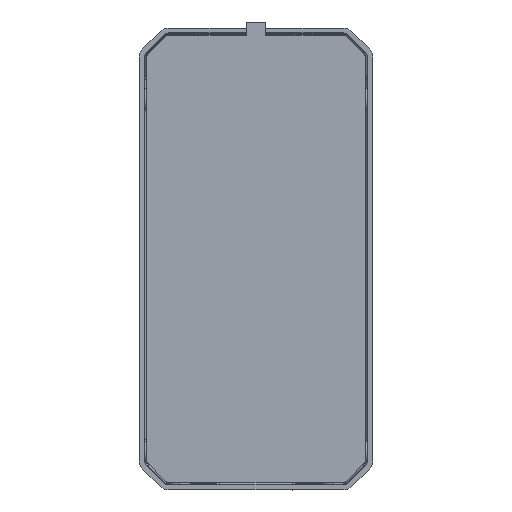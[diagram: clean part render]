
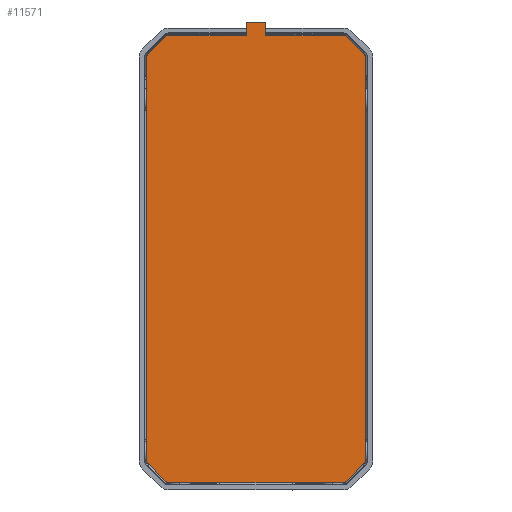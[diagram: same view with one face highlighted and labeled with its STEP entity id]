
A CAD part, top view. The second image highlights one B-rep face of the part: STEP entity #11571.
In plain terms, the highlighted planar face has unit normal (0, 0, 1).
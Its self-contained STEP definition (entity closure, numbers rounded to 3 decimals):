
#11048=CARTESIAN_POINT('',(-385.5,86.425,692.));
#11049=DIRECTION('',(0.,0.,-1.));
#11050=DIRECTION('',(-1.,0.,0.));
#11051=AXIS2_PLACEMENT_3D('',#11048,#11049,#11050);
#11053=DIRECTION('',(0.707,0.707,0.));
#11054=VECTOR('',#11053,10.);
#11055=CARTESIAN_POINT('',(-386.914,87.839,692.));
#11056=LINE('',#11055,#11054);
#11057=CARTESIAN_POINT('',(-378.429,93.496,692.));
#11058=DIRECTION('',(0.,0.,-1.));
#11059=DIRECTION('',(-0.707,0.707,0.));
#11060=AXIS2_PLACEMENT_3D('',#11057,#11058,#11059);
#11062=DIRECTION('',(1.,0.,0.));
#11063=VECTOR('',#11062,31.929);
#11064=CARTESIAN_POINT('',(-378.429,95.496,692.));
#11065=LINE('',#11064,#11063);
#11066=DIRECTION('',(0.,1.,0.));
#11067=VECTOR('',#11066,5.5);
#11068=CARTESIAN_POINT('',(-346.5,95.496,692.));
#11069=LINE('',#11068,#11067);
#11070=DIRECTION('',(1.,0.,0.));
#11071=VECTOR('',#11070,8.);
#11072=CARTESIAN_POINT('',(-346.5,100.996,692.));
#11073=LINE('',#11072,#11071);
#11074=DIRECTION('',(0.,-1.,0.));
#11075=VECTOR('',#11074,5.5);
#11076=CARTESIAN_POINT('',(-338.5,100.996,692.));
#11077=LINE('',#11076,#11075);
#11078=DIRECTION('',(1.,0.,0.));
#11079=VECTOR('',#11078,31.929);
#11080=CARTESIAN_POINT('',(-338.5,95.496,692.));
#11081=LINE('',#11080,#11079);
#11082=CARTESIAN_POINT('',(-306.571,93.496,692.));
#11083=DIRECTION('',(0.,0.,-1.));
#11084=DIRECTION('',(0.,1.,0.));
#11085=AXIS2_PLACEMENT_3D('',#11082,#11083,#11084);
#11087=DIRECTION('',(0.707,-0.707,0.));
#11088=VECTOR('',#11087,10.);
#11089=CARTESIAN_POINT('',(-305.157,94.91,692.));
#11090=LINE('',#11089,#11088);
#11091=CARTESIAN_POINT('',(-299.5,86.425,692.));
#11092=DIRECTION('',(0.,0.,-1.));
#11093=DIRECTION('',(0.707,0.707,0.));
#11094=AXIS2_PLACEMENT_3D('',#11091,#11092,#11093);
#11096=DIRECTION('',(0.,-1.,0.));
#11097=VECTOR('',#11096,165.858);
#11098=CARTESIAN_POINT('',(-297.5,86.425,692.));
#11099=LINE('',#11098,#11097);
#11100=CARTESIAN_POINT('',(-299.5,-79.433,692.));
#11101=DIRECTION('',(0.,0.,-1.));
#11102=DIRECTION('',(1.,0.,0.));
#11103=AXIS2_PLACEMENT_3D('',#11100,#11101,#11102);
#11105=DIRECTION('',(-0.707,-0.707,0.));
#11106=VECTOR('',#11105,10.);
#11107=CARTESIAN_POINT('',(-298.086,-80.847,692.));
#11108=LINE('',#11107,#11106);
#11109=CARTESIAN_POINT('',(-306.571,-86.504,692.));
#11110=DIRECTION('',(0.,0.,-1.));
#11111=DIRECTION('',(0.707,-0.707,0.));
#11112=AXIS2_PLACEMENT_3D('',#11109,#11110,#11111);
#11114=DIRECTION('',(-1.,0.,0.));
#11115=VECTOR('',#11114,71.858);
#11116=CARTESIAN_POINT('',(-306.571,-88.504,692.));
#11117=LINE('',#11116,#11115);
#11118=CARTESIAN_POINT('',(-378.429,-86.504,692.));
#11119=DIRECTION('',(0.,0.,-1.));
#11120=DIRECTION('',(0.,-1.,0.));
#11121=AXIS2_PLACEMENT_3D('',#11118,#11119,#11120);
#11123=DIRECTION('',(-0.707,0.707,0.));
#11124=VECTOR('',#11123,10.);
#11125=CARTESIAN_POINT('',(-379.843,-87.918,692.));
#11126=LINE('',#11125,#11124);
#11127=CARTESIAN_POINT('',(-385.5,-79.433,692.));
#11128=DIRECTION('',(0.,0.,-1.));
#11129=DIRECTION('',(-0.707,-0.707,0.));
#11130=AXIS2_PLACEMENT_3D('',#11127,#11128,#11129);
#11132=DIRECTION('',(0.,1.,0.));
#11133=VECTOR('',#11132,165.858);
#11134=CARTESIAN_POINT('',(-387.5,-79.433,692.));
#11135=LINE('',#11134,#11133);
#11176=CARTESIAN_POINT('',(-346.5,100.996,692.));
#11177=VERTEX_POINT('',#11176);
#11178=CARTESIAN_POINT('',(-346.5,95.496,692.));
#11179=VERTEX_POINT('',#11178);
#11180=CARTESIAN_POINT('',(-338.5,100.996,692.));
#11181=VERTEX_POINT('',#11180);
#11182=CARTESIAN_POINT('',(-338.5,95.496,692.));
#11183=VERTEX_POINT('',#11182);
#11184=CARTESIAN_POINT('',(-306.571,95.496,692.));
#11185=VERTEX_POINT('',#11184);
#11186=CARTESIAN_POINT('',(-305.157,94.91,692.));
#11187=VERTEX_POINT('',#11186);
#11188=CARTESIAN_POINT('',(-298.086,87.839,692.));
#11189=VERTEX_POINT('',#11188);
#11190=CARTESIAN_POINT('',(-297.5,86.425,692.));
#11191=VERTEX_POINT('',#11190);
#11192=CARTESIAN_POINT('',(-297.5,-79.433,692.));
#11193=VERTEX_POINT('',#11192);
#11194=CARTESIAN_POINT('',(-298.086,-80.847,692.));
#11195=VERTEX_POINT('',#11194);
#11196=CARTESIAN_POINT('',(-305.157,-87.918,692.));
#11197=VERTEX_POINT('',#11196);
#11198=CARTESIAN_POINT('',(-306.571,-88.504,692.));
#11199=VERTEX_POINT('',#11198);
#11200=CARTESIAN_POINT('',(-378.429,-88.504,692.));
#11201=VERTEX_POINT('',#11200);
#11202=CARTESIAN_POINT('',(-379.843,-87.918,692.));
#11203=VERTEX_POINT('',#11202);
#11204=CARTESIAN_POINT('',(-386.914,-80.847,692.));
#11205=VERTEX_POINT('',#11204);
#11206=CARTESIAN_POINT('',(-387.5,-79.433,692.));
#11207=VERTEX_POINT('',#11206);
#11208=CARTESIAN_POINT('',(-387.5,86.425,692.));
#11209=VERTEX_POINT('',#11208);
#11210=CARTESIAN_POINT('',(-386.914,87.839,692.));
#11211=VERTEX_POINT('',#11210);
#11212=CARTESIAN_POINT('',(-379.843,94.91,692.));
#11213=VERTEX_POINT('',#11212);
#11214=CARTESIAN_POINT('',(-378.429,95.496,692.));
#11215=VERTEX_POINT('',#11214);
#11544=CARTESIAN_POINT('',(-378.429,93.496,692.));
#11545=DIRECTION('',(0.,0.,-1.));
#11546=DIRECTION('',(-1.,0.,0.));
#11547=AXIS2_PLACEMENT_3D('',#11544,#11545,#11546);
#11548=PLANE('',#11547);
#11549=ORIENTED_EDGE('',*,*,#11497,.T.);
#11550=ORIENTED_EDGE('',*,*,#11511,.T.);
#11551=ORIENTED_EDGE('',*,*,#11525,.T.);
#11552=ORIENTED_EDGE('',*,*,#11538,.T.);
#11553=ORIENTED_EDGE('',*,*,#11272,.T.);
#11554=ORIENTED_EDGE('',*,*,#11287,.T.);
#11555=ORIENTED_EDGE('',*,*,#11301,.T.);
#11556=ORIENTED_EDGE('',*,*,#11315,.T.);
#11557=ORIENTED_EDGE('',*,*,#11329,.T.);
#11558=ORIENTED_EDGE('',*,*,#11343,.T.);
#11559=ORIENTED_EDGE('',*,*,#11357,.T.);
#11560=ORIENTED_EDGE('',*,*,#11371,.T.);
#11561=ORIENTED_EDGE('',*,*,#11385,.T.);
#11562=ORIENTED_EDGE('',*,*,#11399,.T.);
#11563=ORIENTED_EDGE('',*,*,#11413,.T.);
#11564=ORIENTED_EDGE('',*,*,#11427,.T.);
#11565=ORIENTED_EDGE('',*,*,#11441,.T.);
#11566=ORIENTED_EDGE('',*,*,#11455,.T.);
#11567=ORIENTED_EDGE('',*,*,#11469,.T.);
#11568=ORIENTED_EDGE('',*,*,#11483,.T.);
#11569=EDGE_LOOP('',(#11549,#11550,#11551,#11552,#11553,#11554,#11555,#11556,
#11557,#11558,#11559,#11560,#11561,#11562,#11563,#11564,#11565,#11566,#11567,
#11568));
#11570=FACE_OUTER_BOUND('',#11569,.F.);
#11571=ADVANCED_FACE('',(#11570),#11548,.F.);
#11052=CIRCLE('',#11051,2.);
#11061=CIRCLE('',#11060,2.);
#11086=CIRCLE('',#11085,2.);
#11095=CIRCLE('',#11094,2.);
#11104=CIRCLE('',#11103,2.);
#11113=CIRCLE('',#11112,2.);
#11122=CIRCLE('',#11121,2.);
#11131=CIRCLE('',#11130,2.);
#11272=EDGE_CURVE('',#11179,#11177,#11069,.T.);
#11287=EDGE_CURVE('',#11177,#11181,#11073,.T.);
#11301=EDGE_CURVE('',#11181,#11183,#11077,.T.);
#11315=EDGE_CURVE('',#11183,#11185,#11081,.T.);
#11329=EDGE_CURVE('',#11185,#11187,#11086,.T.);
#11343=EDGE_CURVE('',#11187,#11189,#11090,.T.);
#11357=EDGE_CURVE('',#11189,#11191,#11095,.T.);
#11371=EDGE_CURVE('',#11191,#11193,#11099,.T.);
#11385=EDGE_CURVE('',#11193,#11195,#11104,.T.);
#11399=EDGE_CURVE('',#11195,#11197,#11108,.T.);
#11413=EDGE_CURVE('',#11197,#11199,#11113,.T.);
#11427=EDGE_CURVE('',#11199,#11201,#11117,.T.);
#11441=EDGE_CURVE('',#11201,#11203,#11122,.T.);
#11455=EDGE_CURVE('',#11203,#11205,#11126,.T.);
#11469=EDGE_CURVE('',#11205,#11207,#11131,.T.);
#11483=EDGE_CURVE('',#11207,#11209,#11135,.T.);
#11497=EDGE_CURVE('',#11209,#11211,#11052,.T.);
#11511=EDGE_CURVE('',#11211,#11213,#11056,.T.);
#11525=EDGE_CURVE('',#11213,#11215,#11061,.T.);
#11538=EDGE_CURVE('',#11215,#11179,#11065,.T.);
